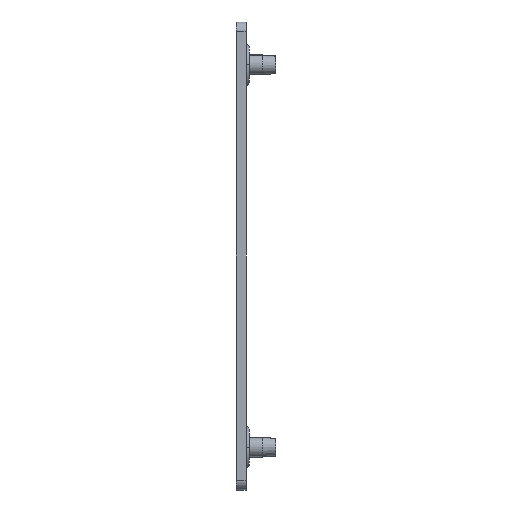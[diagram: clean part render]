
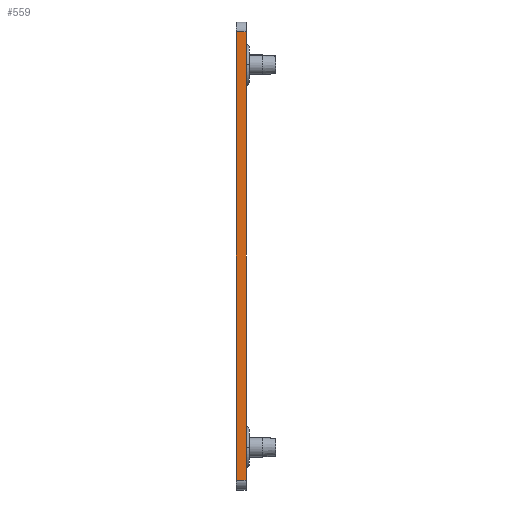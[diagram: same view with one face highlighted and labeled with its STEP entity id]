
A CAD part, left-side view. The second image highlights one B-rep face of the part: STEP entity #559.
In plain terms, the highlighted planar face has unit normal (-1, 0, 0).
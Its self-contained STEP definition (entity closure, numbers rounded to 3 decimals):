
#559=ADVANCED_FACE('',(#1129),#1130,.T.);
#1129=FACE_OUTER_BOUND('',#1719,.T.);
#1130=PLANE('',#1720);
#1719=EDGE_LOOP('',(#3331,#3332,#3333,#3334));
#1720=AXIS2_PLACEMENT_3D('',#3335,#3336,#3337);
#3331=ORIENTED_EDGE('',*,*,#4073,.T.);
#3332=ORIENTED_EDGE('',*,*,#4074,.F.);
#3333=ORIENTED_EDGE('',*,*,#4075,.T.);
#3334=ORIENTED_EDGE('',*,*,#4070,.T.);
#3335=CARTESIAN_POINT('',(0.0,9.0,71.0));
#3336=DIRECTION('',(-1.0,0.0,0.0));
#3337=DIRECTION('',(0.0,0.0,1.0));
#4070=EDGE_CURVE('',#5030,#5028,#5031,.T.);
#4073=EDGE_CURVE('',#5028,#5034,#5035,.T.);
#4074=EDGE_CURVE('',#5036,#5034,#5037,.T.);
#4075=EDGE_CURVE('',#5036,#5030,#5038,.T.);
#5028=VERTEX_POINT('',#6155);
#5030=VERTEX_POINT('',#6157);
#5031=LINE('',#6158,#6159);
#5034=VERTEX_POINT('',#6162);
#5035=LINE('',#6163,#6164);
#5036=VERTEX_POINT('',#6165);
#5037=LINE('',#6166,#6167);
#5038=LINE('',#6168,#6169);
#6155=CARTESIAN_POINT('',(0.0,12.0,139.0));
#6157=CARTESIAN_POINT('',(0.0,9.0,139.0));
#6158=CARTESIAN_POINT('',(0.0,9.0,139.0));
#6159=VECTOR('',#7249,1.0);
#6162=CARTESIAN_POINT('',(0.0,12.0,3.0));
#6163=CARTESIAN_POINT('',(0.0,12.0,3.0));
#6164=VECTOR('',#7253,1.0);
#6165=CARTESIAN_POINT('',(0.0,9.0,3.0));
#6166=CARTESIAN_POINT('',(0.0,9.0,3.0));
#6167=VECTOR('',#7254,1.0);
#6168=CARTESIAN_POINT('',(0.0,9.0,3.0));
#6169=VECTOR('',#7255,1.0);
#7249=DIRECTION('',(0.0,1.0,0.0));
#7253=DIRECTION('',(0.0,0.0,-1.0));
#7254=DIRECTION('',(0.0,1.0,0.0));
#7255=DIRECTION('',(0.0,0.0,1.0));
